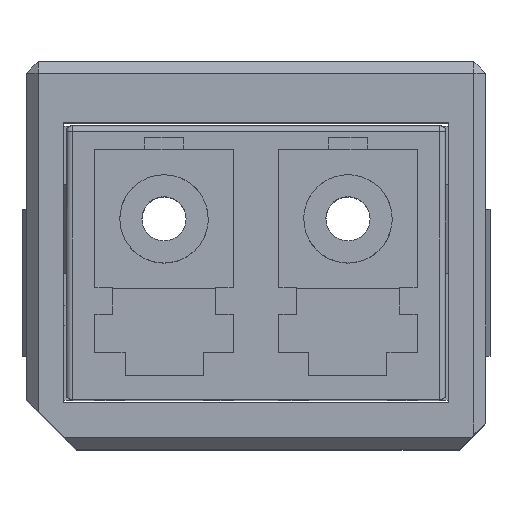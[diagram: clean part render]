
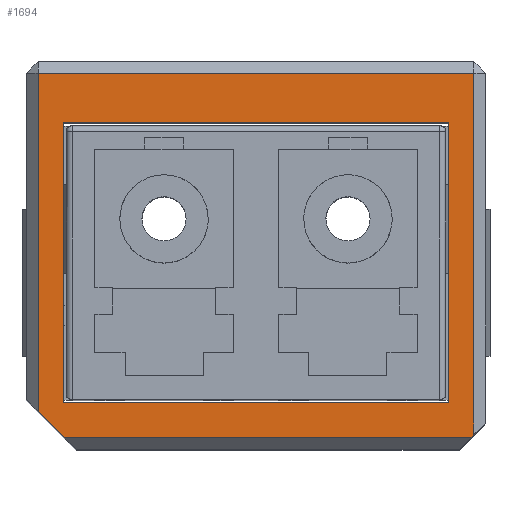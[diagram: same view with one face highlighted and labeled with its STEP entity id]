
A CAD part, top view. The second image highlights one B-rep face of the part: STEP entity #1694.
In plain terms, the highlighted planar face has unit normal (0, 0, 1).
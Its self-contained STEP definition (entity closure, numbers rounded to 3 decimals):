
#1659=AXIS2_PLACEMENT_3D('Plane Axis2P3D',#1656,#1657,#1658) ;
#42=CARTESIAN_POINT('Vertex',(1.4,1.61,30.5)) ;
#56=CARTESIAN_POINT('Vertex',(1.4,11.11,30.5)) ;
#59=CARTESIAN_POINT('Line Origine',(1.4,6.36,30.5)) ;
#969=CARTESIAN_POINT('Vertex',(15.35,12.79,30.5)) ;
#1061=CARTESIAN_POINT('Vertex',(14.5,11.11,30.5)) ;
#1064=CARTESIAN_POINT('Line Origine',(7.95,11.11,30.5)) ;
#1088=CARTESIAN_POINT('Vertex',(14.5,1.61,30.5)) ;
#1096=CARTESIAN_POINT('Line Origine',(7.95,1.61,30.5)) ;
#1119=CARTESIAN_POINT('Line Origine',(14.5,6.36,30.5)) ;
#1149=CARTESIAN_POINT('Vertex',(15.35,0.5,30.5)) ;
#1152=CARTESIAN_POINT('Line Origine',(15.35,6.645,30.5)) ;
#1184=CARTESIAN_POINT('Line Origine',(15.3,0.45,30.5)) ;
#1188=CARTESIAN_POINT('Vertex',(15.25,0.4,30.5)) ;
#1460=CARTESIAN_POINT('Vertex',(0.55,12.79,30.5)) ;
#1463=CARTESIAN_POINT('Line Origine',(7.95,12.79,30.5)) ;
#1656=CARTESIAN_POINT('Axis2P3D Location',(15.75,13.19,30.5)) ;
#1661=CARTESIAN_POINT('Line Origine',(1.,0.85,30.5)) ;
#1665=CARTESIAN_POINT('Vertex',(1.45,0.4,30.5)) ;
#1667=CARTESIAN_POINT('Vertex',(0.55,1.3,30.5)) ;
#1670=CARTESIAN_POINT('Line Origine',(8.35,0.4,30.5)) ;
#1675=CARTESIAN_POINT('Line Origine',(0.55,7.045,30.5)) ;
#60=DIRECTION('Vector Direction',(0.,1.,0.)) ;
#1065=DIRECTION('Vector Direction',(1.,0.,0.)) ;
#1097=DIRECTION('Vector Direction',(-1.,0.,0.)) ;
#1120=DIRECTION('Vector Direction',(0.,-1.,0.)) ;
#1153=DIRECTION('Vector Direction',(0.,1.,0.)) ;
#1185=DIRECTION('Vector Direction',(-0.707,-0.707,0.)) ;
#1464=DIRECTION('Vector Direction',(-1.,0.,0.)) ;
#1657=DIRECTION('Axis2P3D Direction',(0.,0.,-1.)) ;
#1658=DIRECTION('Axis2P3D XDirection',(-1.,0.,0.)) ;
#1662=DIRECTION('Vector Direction',(-0.707,0.707,0.)) ;
#1671=DIRECTION('Vector Direction',(1.,0.,0.)) ;
#1676=DIRECTION('Vector Direction',(0.,-1.,0.)) ;
#61=VECTOR('Line Direction',#60,1.) ;
#1066=VECTOR('Line Direction',#1065,1.) ;
#1098=VECTOR('Line Direction',#1097,1.) ;
#1121=VECTOR('Line Direction',#1120,1.) ;
#1154=VECTOR('Line Direction',#1153,1.) ;
#1186=VECTOR('Line Direction',#1185,1.) ;
#1465=VECTOR('Line Direction',#1464,1.) ;
#1663=VECTOR('Line Direction',#1662,1.) ;
#1672=VECTOR('Line Direction',#1671,1.) ;
#1677=VECTOR('Line Direction',#1676,1.) ;
#1681=ORIENTED_EDGE('',*,*,#1669,.F.) ;
#1682=ORIENTED_EDGE('',*,*,#1674,.T.) ;
#1683=ORIENTED_EDGE('',*,*,#1190,.F.) ;
#1684=ORIENTED_EDGE('',*,*,#1156,.T.) ;
#1685=ORIENTED_EDGE('',*,*,#1467,.T.) ;
#1686=ORIENTED_EDGE('',*,*,#1679,.T.) ;
#1689=ORIENTED_EDGE('',*,*,#1123,.T.) ;
#1690=ORIENTED_EDGE('',*,*,#1100,.T.) ;
#1691=ORIENTED_EDGE('',*,*,#63,.T.) ;
#1692=ORIENTED_EDGE('',*,*,#1068,.T.) ;
#1693=FACE_BOUND('',#1688,.T.) ;
#1694=ADVANCED_FACE('Hauptk\X2\00F6\X0\rper',(#1687,#1693),#1660,.F.) ;
#63=EDGE_CURVE('',#43,#57,#62,.T.) ;
#1068=EDGE_CURVE('',#57,#1062,#1067,.T.) ;
#1100=EDGE_CURVE('',#1089,#43,#1099,.T.) ;
#1123=EDGE_CURVE('',#1062,#1089,#1122,.T.) ;
#1156=EDGE_CURVE('',#1150,#970,#1155,.T.) ;
#1190=EDGE_CURVE('',#1150,#1189,#1187,.T.) ;
#1467=EDGE_CURVE('',#970,#1461,#1466,.T.) ;
#1669=EDGE_CURVE('',#1666,#1668,#1664,.T.) ;
#1674=EDGE_CURVE('',#1666,#1189,#1673,.T.) ;
#1679=EDGE_CURVE('',#1461,#1668,#1678,.T.) ;
#1680=EDGE_LOOP('',(#1681,#1682,#1683,#1684,#1685,#1686)) ;
#1688=EDGE_LOOP('',(#1689,#1690,#1691,#1692)) ;
#1687=FACE_OUTER_BOUND('',#1680,.T.) ;
#62=LINE('Line',#59,#61) ;
#1067=LINE('Line',#1064,#1066) ;
#1099=LINE('Line',#1096,#1098) ;
#1122=LINE('Line',#1119,#1121) ;
#1155=LINE('Line',#1152,#1154) ;
#1187=LINE('Line',#1184,#1186) ;
#1466=LINE('Line',#1463,#1465) ;
#1664=LINE('Line',#1661,#1663) ;
#1673=LINE('Line',#1670,#1672) ;
#1678=LINE('Line',#1675,#1677) ;
#1660=PLANE('',#1659) ;
#43=VERTEX_POINT('',#42) ;
#57=VERTEX_POINT('',#56) ;
#970=VERTEX_POINT('',#969) ;
#1062=VERTEX_POINT('',#1061) ;
#1089=VERTEX_POINT('',#1088) ;
#1150=VERTEX_POINT('',#1149) ;
#1189=VERTEX_POINT('',#1188) ;
#1461=VERTEX_POINT('',#1460) ;
#1666=VERTEX_POINT('',#1665) ;
#1668=VERTEX_POINT('',#1667) ;
